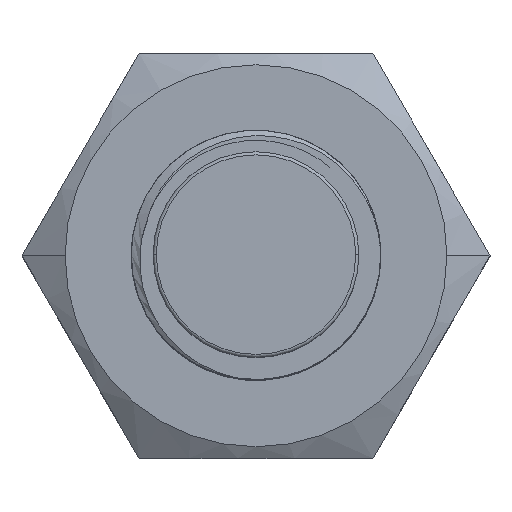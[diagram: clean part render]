
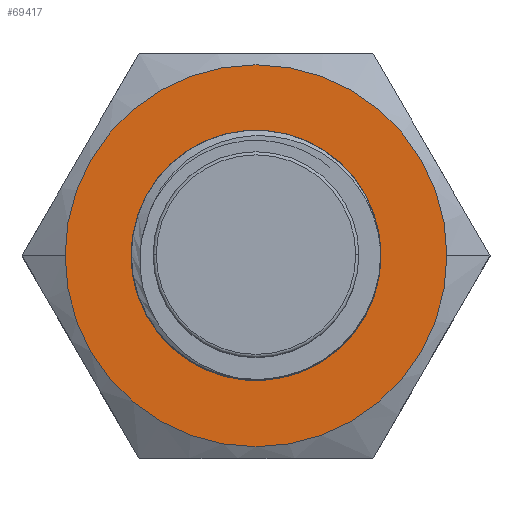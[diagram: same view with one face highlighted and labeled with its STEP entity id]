
A CAD part, top view. The second image highlights one B-rep face of the part: STEP entity #69417.
In plain terms, the highlighted planar face has unit normal (0, 0, 1).
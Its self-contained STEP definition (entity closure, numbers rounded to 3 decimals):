
#7073=CARTESIAN_POINT('',(-9.409,7.841,-20.5));
#7074=DIRECTION('',(0.,0.,-1.));
#7075=DIRECTION('',(1.,0.,0.));
#7076=AXIS2_PLACEMENT_3D('',#7073,#7074,#7075);
#7078=CARTESIAN_POINT('',(-9.409,7.841,-20.5));
#7079=DIRECTION('',(0.,0.,-1.));
#7080=DIRECTION('',(-1.,0.,0.));
#7081=AXIS2_PLACEMENT_3D('',#7078,#7079,#7080);
#7083=CARTESIAN_POINT('',(-12.959,8.79,-20.5));
#7084=CARTESIAN_POINT('',(-12.999,8.665,-20.5));
#7085=CARTESIAN_POINT('',(-13.068,8.408,-20.5));
#7086=CARTESIAN_POINT('',(-13.13,7.995,-20.5));
#7087=CARTESIAN_POINT('',(-13.144,7.564,-20.5));
#7088=CARTESIAN_POINT('',(-13.108,7.125,-20.5));
#7089=CARTESIAN_POINT('',(-13.021,6.694,-20.5));
#7090=CARTESIAN_POINT('',(-12.886,6.278,-20.5));
#7091=CARTESIAN_POINT('',(-12.709,5.885,-20.5));
#7092=CARTESIAN_POINT('',(-12.483,5.508,-20.5));
#7093=CARTESIAN_POINT('',(-12.2,5.137,-20.5));
#7094=CARTESIAN_POINT('',(-11.849,4.785,-20.5));
#7095=CARTESIAN_POINT('',(-11.478,4.499,-20.5));
#7096=CARTESIAN_POINT('',(-11.112,4.277,-20.5));
#7097=CARTESIAN_POINT('',(-10.744,4.104,-20.5));
#7098=CARTESIAN_POINT('',(-10.37,3.972,-20.5));
#7099=CARTESIAN_POINT('',(-10.109,3.907,-20.5));
#7100=CARTESIAN_POINT('',(-9.976,3.881,-20.5));
#7102=CARTESIAN_POINT('',(-9.409,7.841,-20.5));
#7103=DIRECTION('',(0.,0.,1.));
#7104=DIRECTION('',(-0.142,-0.99,0.));
#7105=AXIS2_PLACEMENT_3D('',#7102,#7103,#7104);
#7107=CARTESIAN_POINT('',(-5.409,7.842,
-20.5));
#7108=CARTESIAN_POINT('',(-5.409,8.048,
-20.5));
#7109=CARTESIAN_POINT('',(-5.44,8.451,
-20.5));
#7110=CARTESIAN_POINT('',(-5.578,9.045,
-20.5));
#7111=CARTESIAN_POINT('',(-5.806,9.613,
-20.5));
#7112=CARTESIAN_POINT('',(-6.119,10.143,
-20.5));
#7113=CARTESIAN_POINT('',(-6.509,10.618,
-20.5));
#7114=CARTESIAN_POINT('',(-6.966,11.028,
-20.5));
#7115=CARTESIAN_POINT('',(-7.479,11.362,
-20.5));
#7116=CARTESIAN_POINT('',(-8.036,11.614,
-20.5));
#7117=CARTESIAN_POINT('',(-8.624,11.779,
-20.5));
#7118=CARTESIAN_POINT('',(-9.23,11.852,
-20.5));
#7119=CARTESIAN_POINT('',(-9.84,11.833,
-20.5));
#7120=CARTESIAN_POINT('',(-10.441,11.721,
-20.5));
#7121=CARTESIAN_POINT('',(-11.019,11.519,
-20.5));
#7122=CARTESIAN_POINT('',(-11.559,11.232,
-20.5));
#7123=CARTESIAN_POINT('',(-12.046,10.869,
-20.5));
#7124=CARTESIAN_POINT('',(-12.477,10.432,
-20.5));
#7125=CARTESIAN_POINT('',(-12.837,9.932,
-20.5));
#7126=CARTESIAN_POINT('',(-13.115,9.385,
-20.5));
#7127=CARTESIAN_POINT('',(-13.308,8.8,
-20.5));
#7128=CARTESIAN_POINT('',(-13.408,8.202,
-20.5));
#7129=CARTESIAN_POINT('',(-13.417,7.588,
-20.5));
#7130=CARTESIAN_POINT('',(-13.331,6.979,
-20.5));
#7131=CARTESIAN_POINT('',(-13.213,6.587,
-20.5));
#7132=CARTESIAN_POINT('',(-13.138,6.394,
-20.5));
#7134=CARTESIAN_POINT('',(-13.138,6.394,
-20.5));
#7135=CARTESIAN_POINT('',(-13.198,6.575,
-20.5));
#7136=CARTESIAN_POINT('',(-13.29,6.939,
-20.5));
#7137=CARTESIAN_POINT('',(-13.352,7.497,
-20.5));
#7138=CARTESIAN_POINT('',(-13.336,8.048,
-20.5));
#7139=CARTESIAN_POINT('',(-13.244,8.586,
-20.5));
#7140=CARTESIAN_POINT('',(-13.069,9.124,
-20.5));
#7141=CARTESIAN_POINT('',(-12.82,9.624,
-20.5));
#7142=CARTESIAN_POINT('',(-12.512,10.069,
-20.5));
#7143=CARTESIAN_POINT('',(-12.14,10.471,
-20.5));
#7144=CARTESIAN_POINT('',(-11.855,10.701,-20.5));
#7145=CARTESIAN_POINT('',(-11.702,10.807,-20.5));
#7147=CARTESIAN_POINT('',(-11.702,10.807,-20.5));
#7148=CARTESIAN_POINT('',(-11.811,10.718,-20.5));
#7149=CARTESIAN_POINT('',(-12.015,10.53,-20.5));
#7150=CARTESIAN_POINT('',(-12.281,10.223,-20.5));
#7151=CARTESIAN_POINT('',(-12.509,9.895,-20.5));
#7152=CARTESIAN_POINT('',(-12.701,9.544,-20.5));
#7153=CARTESIAN_POINT('',(-12.853,9.175,-20.5));
#7154=CARTESIAN_POINT('',(-12.928,8.92,-20.5));
#7155=CARTESIAN_POINT('',(-12.959,8.79,-20.5));
#9672=CARTESIAN_POINT('',(-13.138,6.394,
-20.5));
#17990=CARTESIAN_POINT('',(-3.284,7.841,-20.5));
#17991=CARTESIAN_POINT('',(-15.534,7.841,-20.5));
#17992=VERTEX_POINT('',#17990);
#17993=VERTEX_POINT('',#17991);
#18000=VERTEX_POINT('',#9672);
#18813=VERTEX_POINT('',#7083);
#18814=VERTEX_POINT('',#7100);
#18815=VERTEX_POINT('',#7147);
#18816=CARTESIAN_POINT('',(-5.409,7.841,-20.5));
#18817=VERTEX_POINT('',#18816);
#69397=CARTESIAN_POINT('',(-13.162,14.341,-20.5));
#69398=DIRECTION('',(0.,0.,1.));
#69399=DIRECTION('',(-1.,0.,0.));
#69400=AXIS2_PLACEMENT_3D('',#69397,#69398,#69399);
#69401=PLANE('',#69400);
#69402=ORIENTED_EDGE('',*,*,#69383,.T.);
#69404=ORIENTED_EDGE('',*,*,#69403,.T.);
#69405=EDGE_LOOP('',(#69402,#69404));
#69406=FACE_OUTER_BOUND('',#69405,.F.);
#69407=ORIENTED_EDGE('',*,*,#56795,.T.);
#69409=ORIENTED_EDGE('',*,*,#69408,.T.);
#69411=ORIENTED_EDGE('',*,*,#69410,.T.);
#69413=ORIENTED_EDGE('',*,*,#69412,.T.);
#69414=ORIENTED_EDGE('',*,*,#60445,.T.);
#69415=EDGE_LOOP('',(#69407,#69409,#69411,#69413,#69414));
#69416=FACE_BOUND('',#69415,.F.);
#69417=ADVANCED_FACE('',(#69406,#69416),#69401,.T.);
#7077=CIRCLE('',#7076,6.125);
#7082=CIRCLE('',#7081,6.125);
#7101=B_SPLINE_CURVE_WITH_KNOTS('',3,(#7083,#7084,#7085,#7086,#7087,#7088,#7089,
#7090,#7091,#7092,#7093,#7094,#7095,#7096,#7097,#7098,#7099,#7100),
.UNSPECIFIED.,.F.,.F.,(4,1,1,1,1,1,1,1,1,1,1,1,1,1,1,4),(0.,0.067,
0.133,0.2,0.267,0.333,0.4,
0.467,0.533,0.6,0.667,0.733,
0.8,0.867,0.933,1.),.UNSPECIFIED.);
#7106=CIRCLE('',#7105,4.);
#7133=B_SPLINE_CURVE_WITH_KNOTS('',3,(#7107,#7108,#7109,#7110,#7111,#7112,#7113,
#7114,#7115,#7116,#7117,#7118,#7119,#7120,#7121,#7122,#7123,#7124,#7125,#7126,
#7127,#7128,#7129,#7130,#7131,#7132),.UNSPECIFIED.,.F.,.F.,(4,1,1,1,1,1,1,1,1,1,
1,1,1,1,1,1,1,1,1,1,1,1,1,4),(0.,0.043,0.087,
0.13,0.174,0.217,0.261,
0.304,0.348,0.391,0.435,
0.478,0.522,0.565,0.609,
0.652,0.696,0.739,0.783,
0.826,0.87,0.913,0.957,1.),
.UNSPECIFIED.);
#7146=B_SPLINE_CURVE_WITH_KNOTS('',3,(#7134,#7135,#7136,#7137,#7138,#7139,#7140,
#7141,#7142,#7143,#7144,#7145),.UNSPECIFIED.,.F.,.F.,(4,1,1,1,1,1,1,1,1,4),
(0.,0.111,0.222,0.333,0.444,
0.556,0.667,0.778,0.889,1.),
.UNSPECIFIED.);
#7156=B_SPLINE_CURVE_WITH_KNOTS('',3,(#7147,#7148,#7149,#7150,#7151,#7152,#7153,
#7154,#7155),.UNSPECIFIED.,.F.,.F.,(4,1,1,1,1,1,4),(0.,0.167,
0.333,0.5,0.667,0.833,1.),
.UNSPECIFIED.);
#56795=EDGE_CURVE('',#18813,#18814,#7101,.T.);
#60445=EDGE_CURVE('',#18815,#18813,#7156,.T.);
#69383=EDGE_CURVE('',#17992,#17993,#7077,.T.);
#69403=EDGE_CURVE('',#17993,#17992,#7082,.T.);
#69408=EDGE_CURVE('',#18814,#18817,#7106,.T.);
#69410=EDGE_CURVE('',#18817,#18000,#7133,.T.);
#69412=EDGE_CURVE('',#18000,#18815,#7146,.T.);
